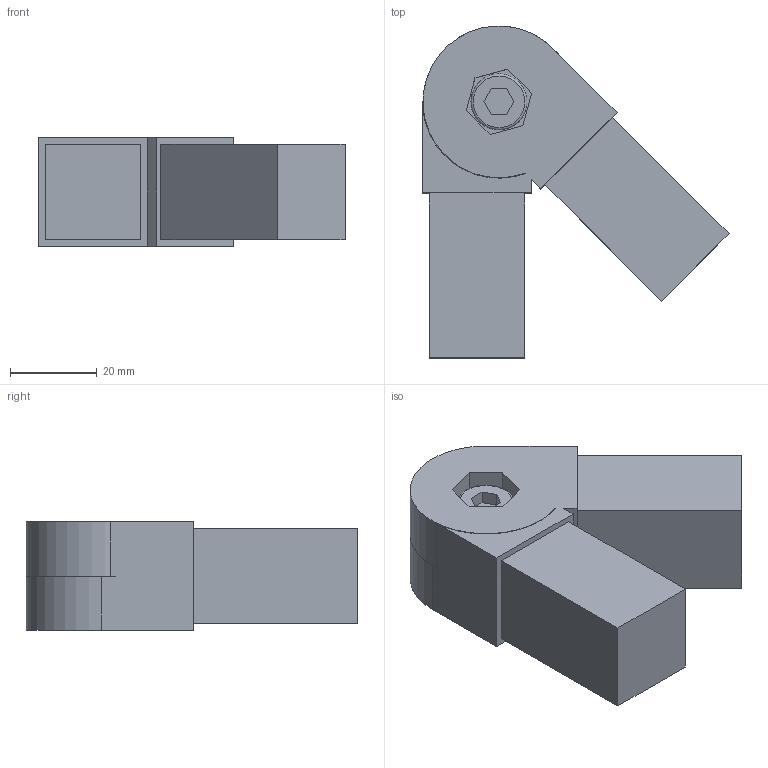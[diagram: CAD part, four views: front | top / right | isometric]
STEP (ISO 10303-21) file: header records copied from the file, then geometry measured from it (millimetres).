
FILE_DESCRIPTION( ( 'STEP AP214' ), '1' );
FILE_NAME( 'K0625.125151245.stp', '2020-12-09T09:12:32', ( '' ), ( '' ), ' ', 'PARTsolutions', ' ' );
FILE_SCHEMA( ( 'AUTOMOTIVE_DESIGN { 1 0 10303 214 1 1 1 1 }' ) );
Length unit declared in the file: millimetre
Products named in the file (1): _K0625.125151245
Bounding box: 70.53 x 76.49 x 25 mm (x, y, z)
Volume: 67692.9 mm3; surface area: 17333.6 mm2
Topology: 1 solids, 1 shells, 60 faces, 150 edges, 100 vertices
Faces by surface type: plane 52, cylinder 5, cone 2, torus 1
Full cylindrical faces by diameter (mm): 8 x1, 12.9 x1
Entity records: 2227 total; most frequent: CARTESIAN_POINT 302, ORIENTED_EDGE 286, DIRECTION 281, EDGE_CURVE 143, LINE 127, VECTOR 127, VERTEX_POINT 98, AXIS2_PLACEMENT_3D 77
